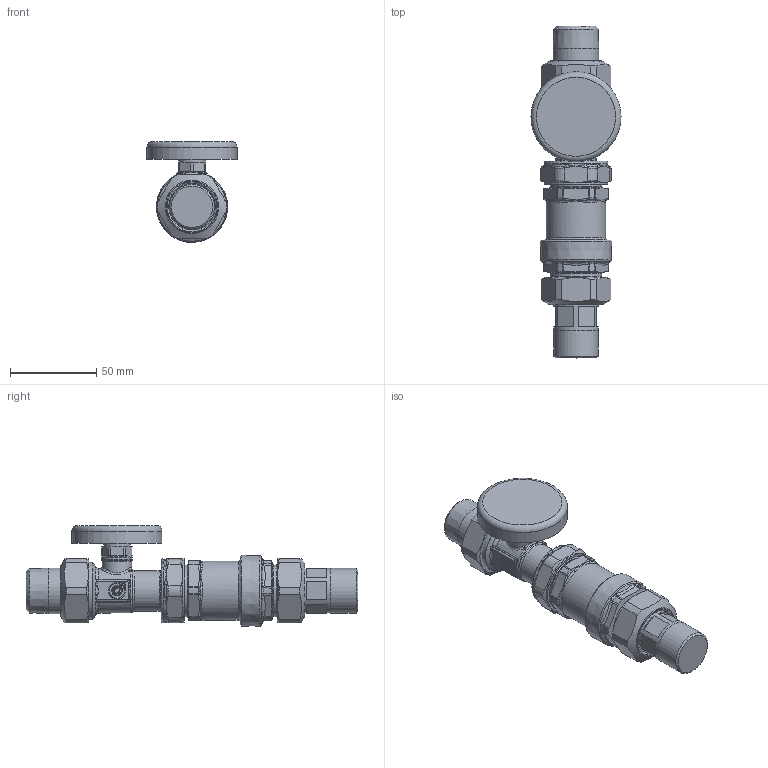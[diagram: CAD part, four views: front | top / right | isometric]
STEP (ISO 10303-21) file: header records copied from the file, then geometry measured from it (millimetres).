
FILE_DESCRIPTION(/* description */ (''),/* implementation_level */ '2;1');
FILE_NAME(/* name */ '127150AFC_Simplify_1.stp',/* time_stamp */ '2025-07-25T11:23:27-05:00',/* author */ ('ischreiner'),/* organization */ (''),/* preprocessor_version */ 'ST-DEVELOPER v20',/* originating_system */ 'Autodesk Inventor 2025',/* authorisation */ '');
FILE_SCHEMA (('AUTOMOTIVE_DESIGN { 1 0 10303 214 3 1 1 }'));
Length unit declared in the file: inch
Products named in the file (1): 127150AFC_Simplify_1
Bounding box: 52.32 x 192.8 x 58.6 mm (x, y, z)
Volume: 130859.5 mm3; surface area: 51571.2 mm2
Topology: 6 solids, 6 shells, 759 faces, 1783 edges, 1007 vertices
Faces by surface type: cylinder 215, bspline 172, plane 157, cone 94, torus 83, sphere 38
Full cylindrical faces by diameter (mm): 15.24 x1, 15.875 x1, 17 x1, 18 x1, 19 x1, 21 x2, 23.5 x1, 24 x1, 24.1 x2, 25 x2, 26 x2, 26.5 x1, 26.924 x2, 28.3 x2, 28.5 x1, 28.6 x1, 29.6 x1, 30 x6, 30.2 x1, 30.302 x2, 30.4 x1, 30.5 x1, 33.1 x3, 34.5 x1, 37 x2, 52.324 x1
Entity records: 32371 total; most frequent: CARTESIAN_POINT 15389, ORIENTED_EDGE 3456, DIRECTION 3292, EDGE_CURVE 1728, AXIS2_PLACEMENT_3D 1405, VERTEX_POINT 1007, EDGE_LOOP 797, STYLED_ITEM 765
